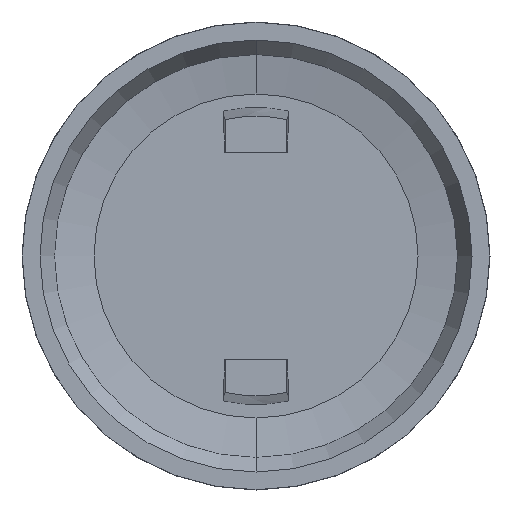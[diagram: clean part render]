
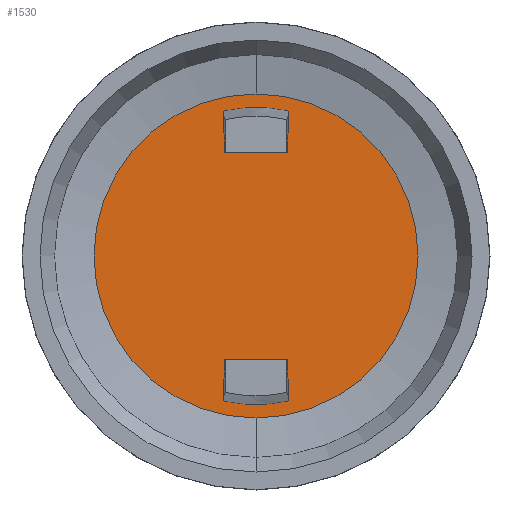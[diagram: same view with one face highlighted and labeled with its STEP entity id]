
A CAD part, front view. The second image highlights one B-rep face of the part: STEP entity #1530.
In plain terms, the highlighted planar face has unit normal (0, -1, 0).
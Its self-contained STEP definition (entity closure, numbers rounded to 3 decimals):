
#621=CARTESIAN_POINT('',(0.,39.,18.));
#622=DIRECTION('',(0.,1.,0.));
#623=DIRECTION('',(0.,0.,-1.));
#624=AXIS2_PLACEMENT_3D('',#621,#622,#623);
#629=CARTESIAN_POINT('',(0.,39.,18.));
#630=DIRECTION('',(0.,-1.,0.));
#631=DIRECTION('',(0.,0.,-1.));
#632=AXIS2_PLACEMENT_3D('',#629,#630,#631);
#637=DIRECTION('',(0.,0.,-1.));
#638=VECTOR('',#637,1.201);
#639=CARTESIAN_POINT('',(-1.8,39.,26.051));
#640=LINE('',#639,#638);
#644=DIRECTION('',(1.,0.,0.));
#645=VECTOR('',#644,3.6);
#646=CARTESIAN_POINT('',(-1.8,39.,24.85));
#647=LINE('',#646,#645);
#651=DIRECTION('',(0.,0.,-1.));
#652=VECTOR('',#651,1.201);
#653=CARTESIAN_POINT('',(1.8,39.,26.051));
#654=LINE('',#653,#652);
#658=DIRECTION('',(0.,0.,-1.));
#659=VECTOR('',#658,1.201);
#660=CARTESIAN_POINT('',(-1.8,39.,11.15));
#661=LINE('',#660,#659);
#665=DIRECTION('',(0.,0.,-1.));
#666=VECTOR('',#665,1.201);
#667=CARTESIAN_POINT('',(1.8,39.,11.15));
#668=LINE('',#667,#666);
#672=DIRECTION('',(1.,0.,0.));
#673=VECTOR('',#672,3.6);
#674=CARTESIAN_POINT('',(-1.8,39.,11.15));
#675=LINE('',#674,#673);
#679=CARTESIAN_POINT('',(0.,39.,18.));
#680=DIRECTION('',(0.,1.,0.));
#681=DIRECTION('',(0.218,0.,-0.976));
#682=AXIS2_PLACEMENT_3D('',#679,#680,#681);
#703=CARTESIAN_POINT('',(0.,39.,18.));
#704=DIRECTION('',(0.,1.,0.));
#705=DIRECTION('',(-0.218,0.,0.976));
#706=AXIS2_PLACEMENT_3D('',#703,#704,#705);
#711=CARTESIAN_POINT('',(-1.8,39.,26.051));
#754=CARTESIAN_POINT('',(-1.8,39.,9.949));
#787=CARTESIAN_POINT('',(1.8,39.,9.949));
#830=CARTESIAN_POINT('',(1.8,39.,26.051));
#905=CARTESIAN_POINT('',(0.,39.,9.));
#907=VERTEX_POINT('',#905);
#911=CARTESIAN_POINT('',(0.,39.,27.));
#913=VERTEX_POINT('',#911);
#949=CARTESIAN_POINT('',(-1.8,39.,24.85));
#950=VERTEX_POINT('',#949);
#951=CARTESIAN_POINT('',(-1.8,39.,11.15));
#952=VERTEX_POINT('',#951);
#953=CARTESIAN_POINT('',(1.8,39.,24.85));
#954=VERTEX_POINT('',#953);
#955=CARTESIAN_POINT('',(1.8,39.,11.15));
#956=VERTEX_POINT('',#955);
#957=VERTEX_POINT('',#711);
#960=VERTEX_POINT('',#754);
#961=VERTEX_POINT('',#787);
#964=VERTEX_POINT('',#830);
#1501=CARTESIAN_POINT('',(0.,39.,18.));
#1502=DIRECTION('',(0.,-1.,0.));
#1503=DIRECTION('',(0.,0.,1.));
#1504=AXIS2_PLACEMENT_3D('',#1501,#1502,#1503);
#1505=PLANE('',#1504);
#1506=ORIENTED_EDGE('',*,*,#1483,.T.);
#1507=ORIENTED_EDGE('',*,*,#1494,.F.);
#1508=EDGE_LOOP('',(#1506,#1507));
#1509=FACE_OUTER_BOUND('',#1508,.F.);
#1511=ORIENTED_EDGE('',*,*,#1510,.F.);
#1513=ORIENTED_EDGE('',*,*,#1512,.T.);
#1515=ORIENTED_EDGE('',*,*,#1514,.T.);
#1517=ORIENTED_EDGE('',*,*,#1516,.F.);
#1518=EDGE_LOOP('',(#1511,#1513,#1515,#1517));
#1519=FACE_BOUND('',#1518,.F.);
#1521=ORIENTED_EDGE('',*,*,#1520,.T.);
#1523=ORIENTED_EDGE('',*,*,#1522,.F.);
#1525=ORIENTED_EDGE('',*,*,#1524,.F.);
#1527=ORIENTED_EDGE('',*,*,#1526,.F.);
#1528=EDGE_LOOP('',(#1521,#1523,#1525,#1527));
#1529=FACE_BOUND('',#1528,.F.);
#1530=ADVANCED_FACE('',(#1509,#1519,#1529),#1505,.T.);
#625=CIRCLE('',#624,9.);
#633=CIRCLE('',#632,9.);
#683=CIRCLE('',#682,8.25);
#707=CIRCLE('',#706,8.25);
#1483=EDGE_CURVE('',#907,#913,#625,.T.);
#1494=EDGE_CURVE('',#907,#913,#633,.T.);
#1510=EDGE_CURVE('',#957,#964,#707,.T.);
#1512=EDGE_CURVE('',#957,#950,#640,.T.);
#1514=EDGE_CURVE('',#950,#954,#647,.T.);
#1516=EDGE_CURVE('',#964,#954,#654,.T.);
#1520=EDGE_CURVE('',#952,#960,#661,.T.);
#1522=EDGE_CURVE('',#961,#960,#683,.T.);
#1524=EDGE_CURVE('',#956,#961,#668,.T.);
#1526=EDGE_CURVE('',#952,#956,#675,.T.);
